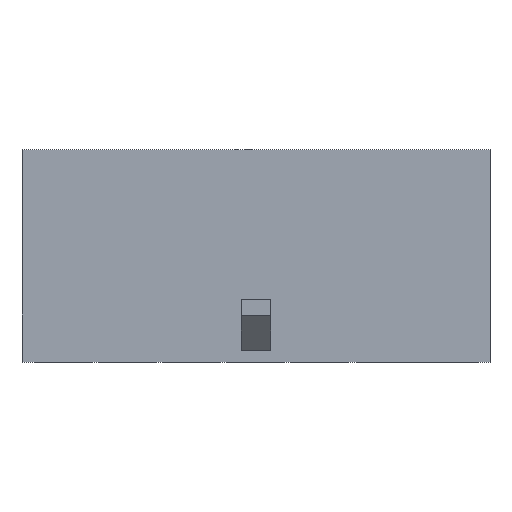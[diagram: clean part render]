
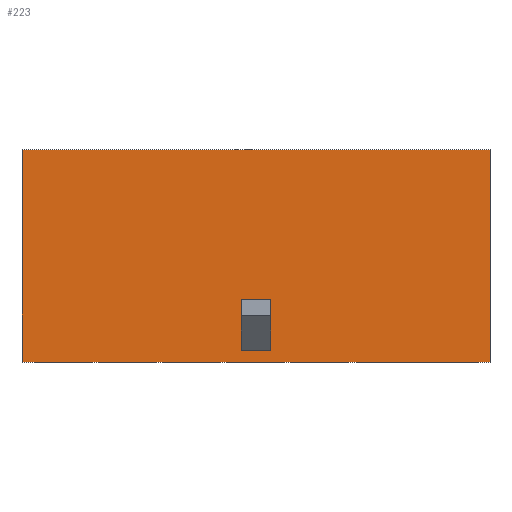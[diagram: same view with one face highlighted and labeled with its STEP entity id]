
A CAD part, top view. The second image highlights one B-rep face of the part: STEP entity #223.
In plain terms, the highlighted planar face has unit normal (0, 0, 1).
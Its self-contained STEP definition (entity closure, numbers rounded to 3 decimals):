
#223=ADVANCED_FACE('',(#510,#511),#367,.T.);
#367=PLANE('',#2818);
#510=FACE_BOUND('',#557,.T.);
#511=FACE_BOUND('',#558,.T.);
#557=EDGE_LOOP('',(#825,#826,#827,#828));
#558=EDGE_LOOP('',(#829,#830,#831,#832));
#825=ORIENTED_EDGE('',*,*,#1808,.T.);
#826=ORIENTED_EDGE('',*,*,#1725,.T.);
#827=ORIENTED_EDGE('',*,*,#1809,.T.);
#828=ORIENTED_EDGE('',*,*,#1810,.T.);
#829=ORIENTED_EDGE('',*,*,#1811,.T.);
#830=ORIENTED_EDGE('',*,*,#1812,.T.);
#831=ORIENTED_EDGE('',*,*,#1813,.F.);
#832=ORIENTED_EDGE('',*,*,#1814,.F.);
#1477=VERTEX_POINT('',#3672);
#1478=VERTEX_POINT('',#3674);
#1545=VERTEX_POINT('',#3960);
#1546=VERTEX_POINT('',#3962);
#1547=VERTEX_POINT('',#3965);
#1548=VERTEX_POINT('',#3966);
#1549=VERTEX_POINT('',#3968);
#1550=VERTEX_POINT('',#3970);
#1725=EDGE_CURVE('',#1478,#1477,#2100,.T.);
#1808=EDGE_CURVE('',#1545,#1478,#2161,.T.);
#1809=EDGE_CURVE('',#1477,#1546,#2162,.T.);
#1810=EDGE_CURVE('',#1546,#1545,#2163,.T.);
#1811=EDGE_CURVE('',#1547,#1548,#2164,.T.);
#1812=EDGE_CURVE('',#1548,#1549,#2165,.T.);
#1813=EDGE_CURVE('',#1550,#1549,#2166,.T.);
#1814=EDGE_CURVE('',#1547,#1550,#2167,.T.);
#2100=LINE('',#3673,#2453);
#2161=LINE('',#3959,#2514);
#2162=LINE('',#3961,#2515);
#2163=LINE('',#3963,#2516);
#2164=LINE('',#3964,#2517);
#2165=LINE('',#3967,#2518);
#2166=LINE('',#3969,#2519);
#2167=LINE('',#3971,#2520);
#2453=VECTOR('',#2973,1.);
#2514=VECTOR('',#3090,1.);
#2515=VECTOR('',#3091,1.);
#2516=VECTOR('',#3092,1.);
#2517=VECTOR('',#3093,1.);
#2518=VECTOR('',#3094,1.);
#2519=VECTOR('',#3095,1.);
#2520=VECTOR('',#3096,1.);
#2818=AXIS2_PLACEMENT_3D('',#3972,#3097,#3098);
#2973=DIRECTION('',(1.,0.,0.));
#3090=DIRECTION('',(0.,-1.,0.));
#3091=DIRECTION('',(0.,1.,0.));
#3092=DIRECTION('',(-1.,0.,0.));
#3093=DIRECTION('',(-1.,0.,0.));
#3094=DIRECTION('',(0.,1.,0.));
#3095=DIRECTION('',(-1.,0.,0.));
#3096=DIRECTION('',(0.,1.,0.));
#3097=DIRECTION('',(0.,0.,1.));
#3098=DIRECTION('',(1.,0.,0.));
#3672=CARTESIAN_POINT('',(10.925,-4.955,3.86));
#3673=CARTESIAN_POINT('',(-10.925,-4.955,3.86));
#3674=CARTESIAN_POINT('',(-10.925,-4.955,3.86));
#3959=CARTESIAN_POINT('',(-10.925,4.955,3.86));
#3960=CARTESIAN_POINT('',(-10.925,4.955,3.86));
#3961=CARTESIAN_POINT('',(10.925,-4.955,3.86));
#3962=CARTESIAN_POINT('',(10.925,4.955,3.86));
#3963=CARTESIAN_POINT('',(10.925,4.955,3.86));
#3964=CARTESIAN_POINT('',(0.7,-4.395,3.86));
#3965=CARTESIAN_POINT('',(0.7,-4.395,3.86));
#3966=CARTESIAN_POINT('',(-0.7,-4.395,3.86));
#3967=CARTESIAN_POINT('',(-0.7,-4.395,3.86));
#3968=CARTESIAN_POINT('',(-0.7,-2.035,3.86));
#3969=CARTESIAN_POINT('',(0.7,-2.035,3.86));
#3970=CARTESIAN_POINT('',(0.7,-2.035,3.86));
#3971=CARTESIAN_POINT('',(0.7,-4.395,3.86));
#3972=CARTESIAN_POINT('',(0.,0.,3.86));
